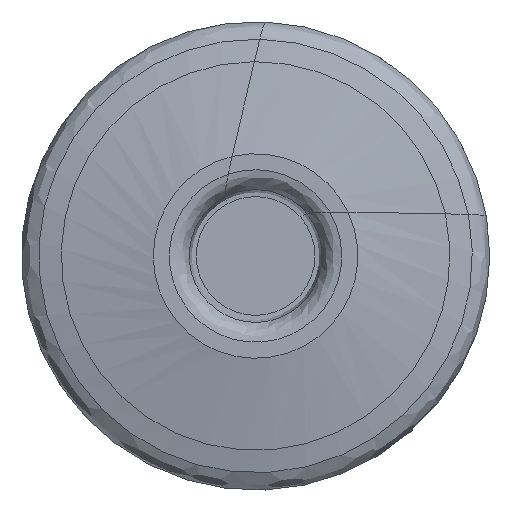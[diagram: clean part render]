
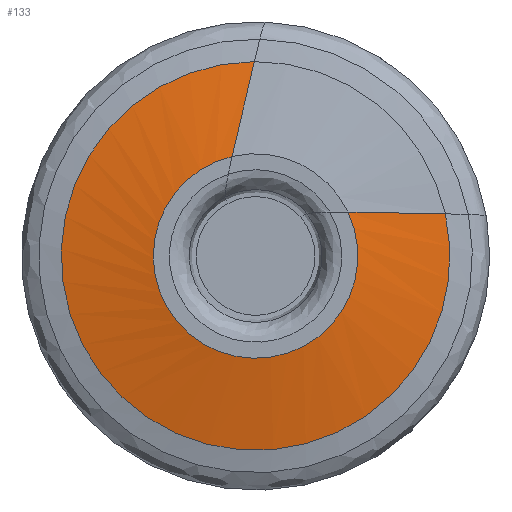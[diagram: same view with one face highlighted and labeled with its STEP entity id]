
A CAD part, left-side view. The second image highlights one B-rep face of the part: STEP entity #133.
In plain terms, the highlighted free-form (B-spline) face has degree [1, 3] with [2, 7] control points.
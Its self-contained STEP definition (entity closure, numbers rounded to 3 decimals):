
#133=ADVANCED_FACE('',(#215),#186,.F.);
#186=(
BOUNDED_SURFACE()
B_SPLINE_SURFACE(1,3,((#1199,#1200,#1201,#1202,#1203,#1204,#1205),(#1206,
#1207,#1208,#1209,#1210,#1211,#1212)),.UNSPECIFIED.,.F.,.F.,.F.)
B_SPLINE_SURFACE_WITH_KNOTS((2,2),(4,3,4),(0.,1.),(0.,0.5,1.),
 .UNSPECIFIED.)
GEOMETRIC_REPRESENTATION_ITEM()
RATIONAL_B_SPLINE_SURFACE(((1.,0.555,0.555,1.,0.555,
0.555,1.),(1.,0.555,0.555,1.,0.555,
0.555,1.)))
REPRESENTATION_ITEM('')
SURFACE()
);
#215=FACE_OUTER_BOUND('',#249,.T.);
#249=EDGE_LOOP('',(#411,#412,#413,#414));
#328=CIRCLE('',#746,3.493);
#329=CIRCLE('',#748,6.639);
#411=ORIENTED_EDGE('',*,*,#625,.F.);
#412=ORIENTED_EDGE('',*,*,#626,.F.);
#413=ORIENTED_EDGE('',*,*,#622,.T.);
#414=ORIENTED_EDGE('',*,*,#627,.F.);
#561=VERTEX_POINT('',#1189);
#562=VERTEX_POINT('',#1190);
#563=VERTEX_POINT('',#1195);
#564=VERTEX_POINT('',#1196);
#622=EDGE_CURVE('',#561,#562,#328,.T.);
#625=EDGE_CURVE('',#563,#564,#329,.T.);
#626=EDGE_CURVE('',#561,#563,#695,.T.);
#627=EDGE_CURVE('',#564,#562,#696,.T.);
#695=LINE('',#1197,#719);
#696=LINE('',#1198,#720);
#719=VECTOR('',#864,1.);
#720=VECTOR('',#865,1.);
#746=AXIS2_PLACEMENT_3D('',#1188,#856,#857);
#748=AXIS2_PLACEMENT_3D('',#1194,#862,#863);
#856=DIRECTION('',(1.,0.,0.));
#857=DIRECTION('',(0.,-0.903,0.429));
#862=DIRECTION('',(1.,0.,0.));
#863=DIRECTION('',(0.,-0.976,0.217));
#864=DIRECTION('',(0.173,-0.985,-0.018));
#865=DIRECTION('',(-0.173,0.225,-0.959));
#1188=CARTESIAN_POINT('',(0.,0.,0.));
#1189=CARTESIAN_POINT('',(0.,-3.155,1.5));
#1190=CARTESIAN_POINT('',(0.,0.802,3.4));
#1194=CARTESIAN_POINT('',(0.583,0.,0.));
#1195=CARTESIAN_POINT('',(0.583,-6.481,1.439));
#1196=CARTESIAN_POINT('',(0.583,0.043,6.639));
#1197=CARTESIAN_POINT('',(0.,-3.155,1.5));
#1198=CARTESIAN_POINT('',(0.,0.802,3.4));
#1199=CARTESIAN_POINT('',(0.,-3.155,1.5));
#1200=CARTESIAN_POINT('',(0.,-4.852,-2.07));
#1201=CARTESIAN_POINT('',(0.,-2.052,-4.86));
#1202=CARTESIAN_POINT('',(0.,1.512,-3.149));
#1203=CARTESIAN_POINT('',(0.,5.076,-1.438));
#1204=CARTESIAN_POINT('',(0.,4.65,2.492));
#1205=CARTESIAN_POINT('',(0.,0.802,3.4));
#1206=CARTESIAN_POINT('',(0.583,-6.481,1.439));
#1207=CARTESIAN_POINT('',(0.583,-8.109,-5.896));
#1208=CARTESIAN_POINT('',(0.583,-1.737,-9.874));
#1209=CARTESIAN_POINT('',(0.583,4.138,-5.192));
#1210=CARTESIAN_POINT('',(0.583,10.013,-0.509));
#1211=CARTESIAN_POINT('',(0.583,7.555,6.591));
#1212=CARTESIAN_POINT('',(0.583,0.043,6.639));
